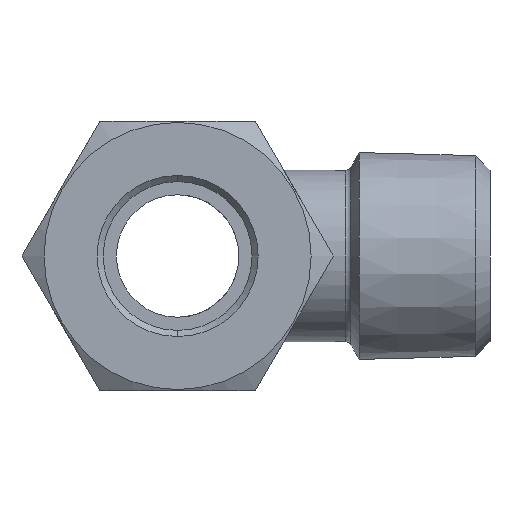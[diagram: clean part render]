
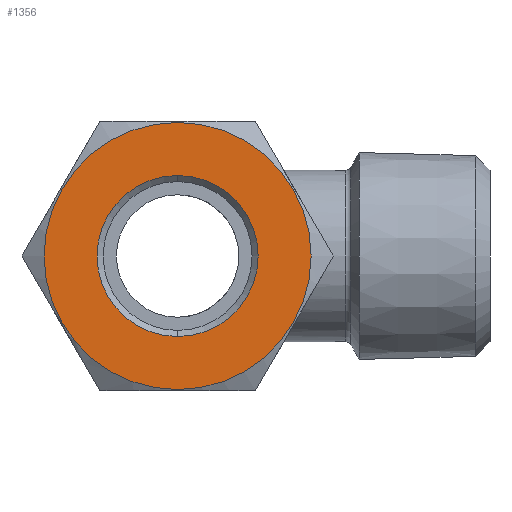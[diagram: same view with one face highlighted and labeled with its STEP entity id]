
A CAD part, left-side view. The second image highlights one B-rep face of the part: STEP entity #1356.
In plain terms, the highlighted planar face has unit normal (-1, 0, 0).
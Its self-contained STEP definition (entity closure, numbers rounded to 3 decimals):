
#1165 = CIRCLE ( 'NONE', #1170, 10.9 ) ;
#1168 = CIRCLE ( 'NONE', #1172, 6.575 ) ;
#1170 = AXIS2_PLACEMENT_3D ( 'NONE', #2539, #2540, #2541 ) ;
#1172 = AXIS2_PLACEMENT_3D ( 'NONE', #2554, #2555, #2556 ) ;
#1356 = ADVANCED_FACE ( 'NONE', ( #4796, #4797 ), #3170, .F. ) ;
#1440 = EDGE_CURVE ( 'NONE', #2207, #2224, #1715, .T. ) ;
#1443 = EDGE_CURVE ( 'NONE', #2201, #2199, #1719, .T. ) ;
#1503 = AXIS2_PLACEMENT_3D ( 'NONE', #3171, #3172, #3173 ) ;
#1715 = CIRCLE ( 'NONE', #1718, 10.9 ) ;
#1718 = AXIS2_PLACEMENT_3D ( 'NONE', #3485, #3486, #3487 ) ;
#1719 = CIRCLE ( 'NONE', #1723, 6.575 ) ;
#1723 = AXIS2_PLACEMENT_3D ( 'NONE', #3492, #3493, #3494 ) ;
#2066 = EDGE_CURVE ( 'NONE', #2224, #2207, #1165, .T. ) ;
#2070 = EDGE_CURVE ( 'NONE', #2199, #2201, #1168, .T. ) ;
#2199 = VERTEX_POINT ( 'NONE', #2823 ) ;
#2201 = VERTEX_POINT ( 'NONE', #2825 ) ;
#2207 = VERTEX_POINT ( 'NONE', #2831 ) ;
#2224 = VERTEX_POINT ( 'NONE', #2848 ) ;
#2539 = CARTESIAN_POINT ( 'NONE',  ( -34.012, 0., 0. ) ) ;
#2540 = DIRECTION ( 'NONE',  ( -1., 0., 0. ) ) ;
#2541 = DIRECTION ( 'NONE',  ( 0., 0., 1. ) ) ;
#2554 = CARTESIAN_POINT ( 'NONE',  ( -34.012, 0., 0. ) ) ;
#2555 = DIRECTION ( 'NONE',  ( 1., 0., 0. ) ) ;
#2556 = DIRECTION ( 'NONE',  ( 0., 0., -1. ) ) ;
#2823 = CARTESIAN_POINT ( 'NONE',  ( -34.012, 0., -6.575 ) ) ;
#2825 = CARTESIAN_POINT ( 'NONE',  ( -34.012, 0., 6.575 ) ) ;
#2831 = CARTESIAN_POINT ( 'NONE',  ( -34.012, 0., 10.9 ) ) ;
#2848 = CARTESIAN_POINT ( 'NONE',  ( -34.012, 0., -10.9 ) ) ;
#3170 = PLANE ( 'NONE',  #1503 ) ;
#3171 = CARTESIAN_POINT ( 'NONE',  ( -34.012, 10.9, 0. ) ) ;
#3172 = DIRECTION ( 'NONE',  ( 1., 0., 0. ) ) ;
#3173 = DIRECTION ( 'NONE',  ( 0., 0., -1. ) ) ;
#3485 = CARTESIAN_POINT ( 'NONE',  ( -34.012, 0., 0. ) ) ;
#3486 = DIRECTION ( 'NONE',  ( -1., 0., 0. ) ) ;
#3487 = DIRECTION ( 'NONE',  ( 0., 0., 1. ) ) ;
#3492 = CARTESIAN_POINT ( 'NONE',  ( -34.012, 0., 0. ) ) ;
#3493 = DIRECTION ( 'NONE',  ( 1., 0., 0. ) ) ;
#3494 = DIRECTION ( 'NONE',  ( 0., 0., -1. ) ) ;
#4796 = FACE_BOUND ( 'NONE', #6031, .T. ) ;
#4797 = FACE_OUTER_BOUND ( 'NONE', #6030, .T. ) ;
#5600 = ORIENTED_EDGE ( 'NONE', *, *, #1443, .T. ) ;
#5601 = ORIENTED_EDGE ( 'NONE', *, *, #2070, .T. ) ;
#5602 = ORIENTED_EDGE ( 'NONE', *, *, #1440, .T. ) ;
#5603 = ORIENTED_EDGE ( 'NONE', *, *, #2066, .T. ) ;
#6030 = EDGE_LOOP ( 'NONE', ( #5603, #5602 ) ) ;
#6031 = EDGE_LOOP ( 'NONE', ( #5600, #5601 ) ) ;
